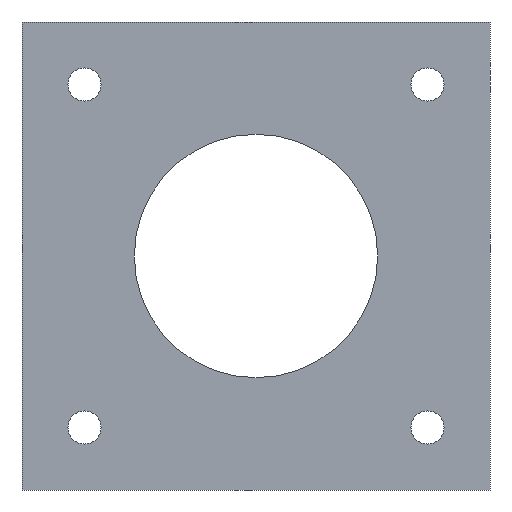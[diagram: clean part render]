
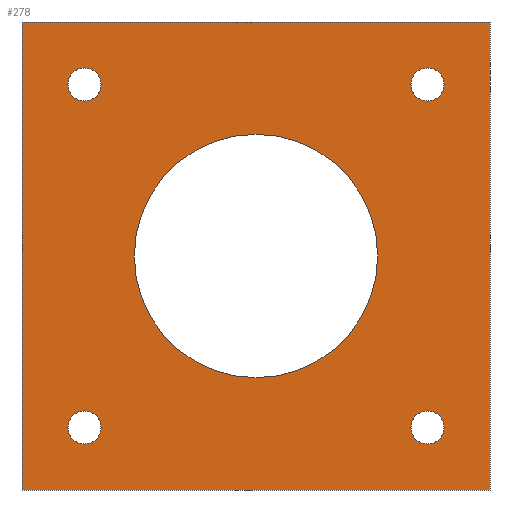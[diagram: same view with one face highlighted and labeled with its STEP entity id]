
A CAD part, front view. The second image highlights one B-rep face of the part: STEP entity #278.
In plain terms, the highlighted planar face has unit normal (0, -1, 0).
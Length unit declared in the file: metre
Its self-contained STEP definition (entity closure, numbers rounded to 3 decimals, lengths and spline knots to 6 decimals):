
#24=CIRCLE('',#312,0.011);
#27=CIRCLE('',#317,0.0015);
#28=CIRCLE('',#318,0.0015);
#29=CIRCLE('',#319,0.0015);
#30=CIRCLE('',#320,0.0015);
#61=ORIENTED_EDGE('',*,*,#117,.F.);
#62=ORIENTED_EDGE('',*,*,#118,.F.);
#63=ORIENTED_EDGE('',*,*,#119,.F.);
#64=ORIENTED_EDGE('',*,*,#120,.F.);
#65=ORIENTED_EDGE('',*,*,#112,.F.);
#66=ORIENTED_EDGE('',*,*,#101,.F.);
#67=ORIENTED_EDGE('',*,*,#106,.T.);
#68=ORIENTED_EDGE('',*,*,#111,.T.);
#69=ORIENTED_EDGE('',*,*,#116,.F.);
#101=EDGE_CURVE('',#131,#132,#157,.T.);
#106=EDGE_CURVE('',#131,#135,#161,.T.);
#111=EDGE_CURVE('',#135,#139,#164,.T.);
#112=EDGE_CURVE('',#140,#140,#24,.T.);
#116=EDGE_CURVE('',#132,#139,#166,.T.);
#117=EDGE_CURVE('',#143,#143,#27,.T.);
#118=EDGE_CURVE('',#144,#144,#28,.T.);
#119=EDGE_CURVE('',#145,#145,#29,.T.);
#120=EDGE_CURVE('',#146,#146,#30,.T.);
#131=VERTEX_POINT('',#436);
#132=VERTEX_POINT('',#438);
#135=VERTEX_POINT('',#446);
#139=VERTEX_POINT('',#456);
#140=VERTEX_POINT('',#460);
#143=VERTEX_POINT('',#470);
#144=VERTEX_POINT('',#472);
#145=VERTEX_POINT('',#474);
#146=VERTEX_POINT('',#476);
#157=LINE('',#437,#169);
#161=LINE('',#447,#173);
#164=LINE('',#457,#176);
#166=LINE('',#467,#178);
#169=VECTOR('',#348,1.);
#173=VECTOR('',#356,1.);
#176=VECTOR('',#365,1.);
#178=VECTOR('',#377,1.);
#189=EDGE_LOOP('',(#61));
#190=EDGE_LOOP('',(#62));
#191=EDGE_LOOP('',(#63));
#192=EDGE_LOOP('',(#64));
#193=EDGE_LOOP('',(#65));
#194=EDGE_LOOP('',(#66,#67,#68,#69));
#231=FACE_BOUND('',#189,.T.);
#232=FACE_BOUND('',#190,.T.);
#233=FACE_BOUND('',#191,.T.);
#234=FACE_BOUND('',#192,.T.);
#235=FACE_BOUND('',#193,.T.);
#236=FACE_BOUND('',#194,.T.);
#267=PLANE('',#316);
#278=ADVANCED_FACE('',(#231,#232,#233,#234,#235,#236),#267,.T.);
#312=AXIS2_PLACEMENT_3D('',#459,#368,#369);
#316=AXIS2_PLACEMENT_3D('',#468,#378,#379);
#317=AXIS2_PLACEMENT_3D('',#469,#380,#381);
#318=AXIS2_PLACEMENT_3D('',#471,#382,#383);
#319=AXIS2_PLACEMENT_3D('',#473,#384,#385);
#320=AXIS2_PLACEMENT_3D('',#475,#386,#387);
#348=DIRECTION('',(-1.,0.,0.));
#356=DIRECTION('',(0.,0.,1.));
#365=DIRECTION('',(-1.,0.,0.));
#368=DIRECTION('',(0.,-1.,0.));
#369=DIRECTION('',(0.,0.,-1.));
#377=DIRECTION('',(0.,0.,1.));
#378=DIRECTION('',(0.,-1.,0.));
#379=DIRECTION('',(1.,0.,0.));
#380=DIRECTION('',(0.,-1.,0.));
#381=DIRECTION('',(0.,0.,-1.));
#382=DIRECTION('',(0.,-1.,0.));
#383=DIRECTION('',(0.,0.,-1.));
#384=DIRECTION('',(0.,-1.,0.));
#385=DIRECTION('',(0.,0.,-1.));
#386=DIRECTION('',(0.,-1.,0.));
#387=DIRECTION('',(0.,0.,-1.));
#436=CARTESIAN_POINT('',(0.02115,-0.01,-0.02115));
#437=CARTESIAN_POINT('',(0.,-0.01,-0.02115));
#438=CARTESIAN_POINT('',(-0.02115,-0.01,-0.02115));
#446=CARTESIAN_POINT('',(0.02115,-0.01,0.02115));
#447=CARTESIAN_POINT('',(0.02115,-0.01,0.));
#456=CARTESIAN_POINT('',(-0.02115,-0.01,0.02115));
#457=CARTESIAN_POINT('',(0.,-0.01,0.02115));
#459=CARTESIAN_POINT('',(0.,-0.01,0.));
#460=CARTESIAN_POINT('',(0.,-0.01,-0.011));
#467=CARTESIAN_POINT('',(-0.02115,-0.01,0.));
#468=CARTESIAN_POINT('',(0.,-0.01,0.));
#469=CARTESIAN_POINT('',(0.0155,-0.01,0.0155));
#470=CARTESIAN_POINT('',(0.0155,-0.01,0.014));
#471=CARTESIAN_POINT('',(0.0155,-0.01,-0.0155));
#472=CARTESIAN_POINT('',(0.0155,-0.01,-0.017));
#473=CARTESIAN_POINT('',(-0.0155,-0.01,-0.0155));
#474=CARTESIAN_POINT('',(-0.0155,-0.01,-0.017));
#475=CARTESIAN_POINT('',(-0.0155,-0.01,0.0155));
#476=CARTESIAN_POINT('',(-0.0155,-0.01,0.014));
